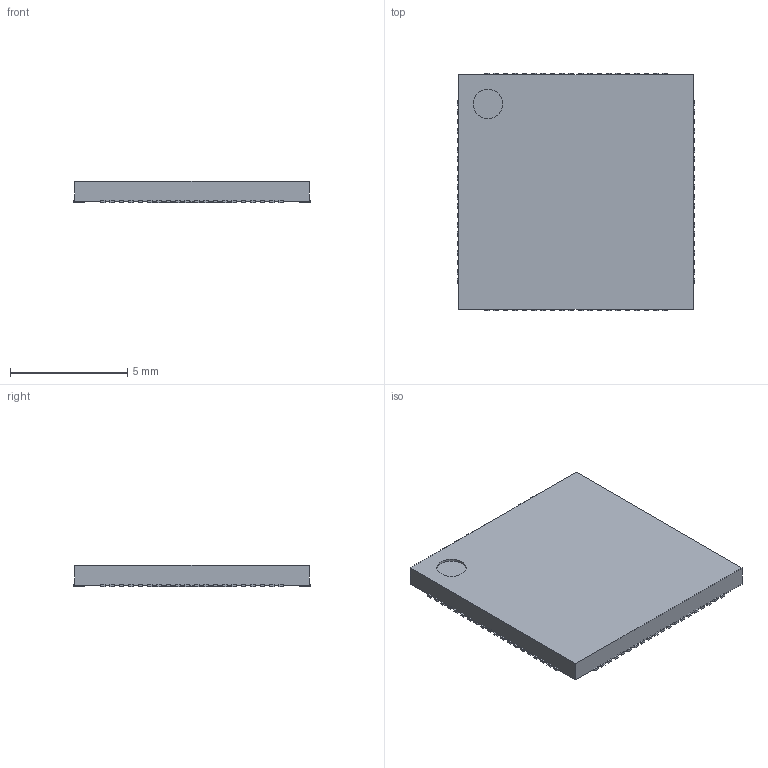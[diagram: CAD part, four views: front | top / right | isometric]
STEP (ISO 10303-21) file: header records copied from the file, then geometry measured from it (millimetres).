
FILE_DESCRIPTION(('FreeCAD Model'),'2;1');
FILE_NAME('20758147.1.1.stp','2025-08-22T07:24:44',( 'Author'),(''),'Open CASCADE STEP processor 6.9','FreeCAD','Unknown' );
FILE_SCHEMA(('AUTOMOTIVE_DESIGN { 1 0 10303 214 1 1 1 1 }'));
Length unit declared in the file: millimetre
Products named in the file (5): ASSEMBLY; Body; ThermalPin; PinsArrayLR; PinsArrayTB
Assembly tree (4 placements, depth 2):
  ASSEMBLY
    Body
    ThermalPin
    PinsArrayLR
    PinsArrayTB
Bounding box: 10.1 x 10.1 x 0.9 mm (x, y, z)
Volume: 86.7 mm3; surface area: 282.3 mm2
Topology: 82 solids, 82 shells, 494 faces, 987 edges, 658 vertices
Faces by surface type: plane 413, cylinder 81
Full cylindrical faces by diameter (mm): 1.25 x1
Entity records: 26408 total; most frequent: CARTESIAN_POINT 4598, DIRECTION 4041, LINE 2637, VECTOR 2637, ORIENTED_EDGE 1974, PCURVE 1974, DEFINITIONAL_REPRESENTATION 1974, EDGE_CURVE 987
